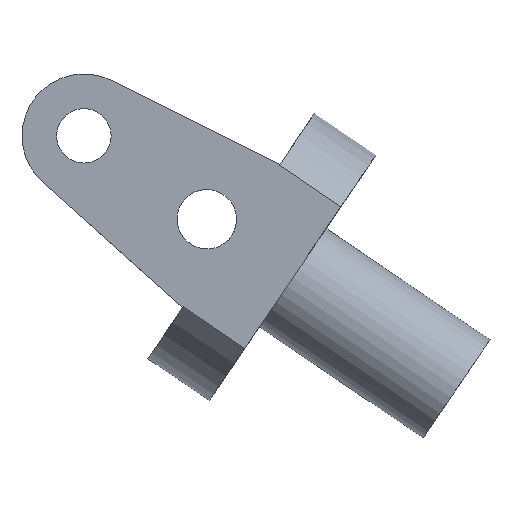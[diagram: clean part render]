
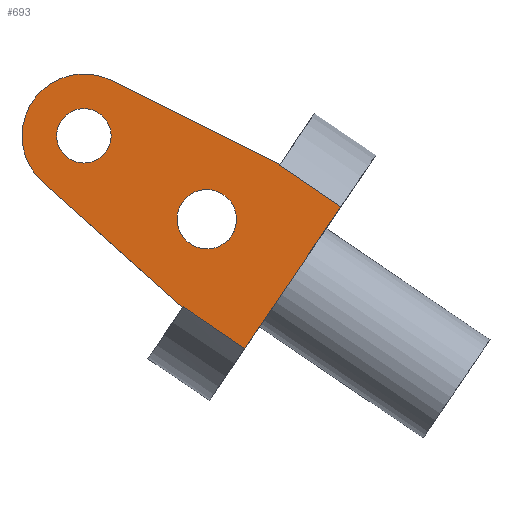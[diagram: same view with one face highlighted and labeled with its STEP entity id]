
A CAD part, front view. The second image highlights one B-rep face of the part: STEP entity #693.
In plain terms, the highlighted planar face has unit normal (0, -1, 0).
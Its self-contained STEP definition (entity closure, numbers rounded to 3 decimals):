
#100=CARTESIAN_POINT('',(-0.979,-4.9,-3.567));
#101=VERTEX_POINT('',#100);
#108=CARTESIAN_POINT('',(-0.958,-4.9,-3.536));
#109=VERTEX_POINT('',#108);
#117=CARTESIAN_POINT('',(-0.979,-4.9,-3.567));
#118=DIRECTION('',(0.562,-0.,0.827));
#119=VECTOR('',#118,0.037);
#120=LINE('',#117,#119);
#121=EDGE_CURVE('',#101,#109,#120,.T.);
#133=CARTESIAN_POINT('',(2.931,-4.9,2.194));
#134=VERTEX_POINT('',#133);
#142=CARTESIAN_POINT('',(2.952,-4.9,2.225));
#143=VERTEX_POINT('',#142);
#150=CARTESIAN_POINT('',(2.931,-4.9,2.194));
#151=DIRECTION('',(0.562,-0.,0.827));
#152=VECTOR('',#151,0.037);
#153=LINE('',#150,#152);
#154=EDGE_CURVE('',#134,#143,#153,.T.);
#212=CARTESIAN_POINT('',(-3.858,-4.9,5.611));
#213=VERTEX_POINT('',#212);
#220=CARTESIAN_POINT('',(-3.858,-4.9,5.611));
#221=DIRECTION('',(0.895,0.,-0.445));
#222=VECTOR('',#221,7.605);
#223=LINE('',#220,#222);
#224=EDGE_CURVE('',#213,#143,#223,.T.);
#235=CARTESIAN_POINT('',(-6.641,-4.9,1.511));
#236=VERTEX_POINT('',#235);
#237=CARTESIAN_POINT('',(-6.641,-4.9,1.511));
#238=DIRECTION('',(0.744,0.,-0.668));
#239=VECTOR('',#238,7.605);
#240=LINE('',#237,#239);
#241=EDGE_CURVE('',#236,#101,#240,.T.);
#328=CARTESIAN_POINT('',(-0.007,-4.9,-1.197));
#329=VERTEX_POINT('',#328);
#338=CARTESIAN_POINT('',(0.848,-4.9,-0.84));
#339=VERTEX_POINT('',#338);
#340=CARTESIAN_POINT('',(-0.007,-4.9,0.003));
#341=DIRECTION('',(0.,-1.,0.));
#342=DIRECTION('',(0.,0.,-1.));
#343=AXIS2_PLACEMENT_3D('',#340,#341,#342);
#344=CIRCLE('',#343,1.2);
#345=EDGE_CURVE('',#329,#339,#344,.T.);
#370=CARTESIAN_POINT('',(1.101,-4.9,-0.494));
#371=VERTEX_POINT('',#370);
#389=CARTESIAN_POINT('',(1.109,-4.9,-0.49));
#390=VERTEX_POINT('',#389);
#397=CARTESIAN_POINT('',(1.101,-4.9,-0.484));
#398=DIRECTION('',(-0.,1.,-0.));
#399=DIRECTION('',(0.,0.,-1.));
#400=AXIS2_PLACEMENT_3D('',#397,#398,#399);
#401=CIRCLE('',#400,0.01);
#402=EDGE_CURVE('',#390,#371,#401,.T.);
#413=CARTESIAN_POINT('',(0.863,-4.9,-0.852));
#414=VERTEX_POINT('',#413);
#415=CARTESIAN_POINT('',(0.855,-4.9,-0.847));
#416=DIRECTION('',(-0.,1.,-0.));
#417=DIRECTION('',(0.,0.,-1.));
#418=AXIS2_PLACEMENT_3D('',#415,#416,#417);
#419=CIRCLE('',#418,0.01);
#420=EDGE_CURVE('',#339,#414,#419,.T.);
#603=CARTESIAN_POINT('',(-4.971,-4.9,3.372));
#604=DIRECTION('',(-0.,1.,-0.));
#605=DIRECTION('',(0.,0.,-1.));
#606=AXIS2_PLACEMENT_3D('',#603,#604,#605);
#607=CIRCLE('',#606,2.5);
#608=EDGE_CURVE('',#236,#213,#607,.T.);
#621=CARTESIAN_POINT('',(-0.007,-4.9,0.003));
#622=DIRECTION('',(0.,-1.,0.));
#623=DIRECTION('',(-1.,0.,0.));
#624=AXIS2_PLACEMENT_3D('',#621,#622,#623);
#625=PLANE('',#624);
#626=ORIENTED_EDGE('',*,*,#241,.T.);
#627=ORIENTED_EDGE('',*,*,#121,.T.);
#628=CARTESIAN_POINT('',(1.524,-4.9,-5.221));
#629=VERTEX_POINT('',#628);
#630=CARTESIAN_POINT('',(1.524,-4.9,-5.221));
#631=DIRECTION('',(-0.827,-0.,0.562));
#632=VECTOR('',#631,3.);
#633=LINE('',#630,#632);
#634=EDGE_CURVE('',#629,#109,#633,.T.);
#635=ORIENTED_EDGE('',*,*,#634,.F.);
#636=CARTESIAN_POINT('',(5.413,-4.9,0.509));
#637=VERTEX_POINT('',#636);
#638=CARTESIAN_POINT('',(5.413,-4.9,0.509));
#639=DIRECTION('',(-0.562,0.,-0.827));
#640=VECTOR('',#639,6.925);
#641=LINE('',#638,#640);
#642=EDGE_CURVE('',#637,#629,#641,.T.);
#643=ORIENTED_EDGE('',*,*,#642,.F.);
#644=CARTESIAN_POINT('',(5.413,-4.9,0.509));
#645=DIRECTION('',(-0.827,-0.,0.562));
#646=VECTOR('',#645,3.);
#647=LINE('',#644,#646);
#648=EDGE_CURVE('',#637,#134,#647,.T.);
#649=ORIENTED_EDGE('',*,*,#648,.T.);
#650=ORIENTED_EDGE('',*,*,#154,.T.);
#651=ORIENTED_EDGE('',*,*,#224,.F.);
#652=ORIENTED_EDGE('',*,*,#608,.F.);
#653=EDGE_LOOP('',(#626,#627,#635,#643,#649,#650,#651,#652));
#654=FACE_BOUND('',#653,.T.);
#655=CARTESIAN_POINT('',(-4.971,-4.9,2.272));
#656=VERTEX_POINT('',#655);
#657=CARTESIAN_POINT('',(-4.971,-4.9,3.372));
#658=DIRECTION('',(0.,-1.,0.));
#659=DIRECTION('',(0.,0.,-1.));
#660=AXIS2_PLACEMENT_3D('',#657,#658,#659);
#661=CIRCLE('',#660,1.1);
#662=EDGE_CURVE('',#656,#656,#661,.T.);
#663=ORIENTED_EDGE('',*,*,#662,.F.);
#664=EDGE_LOOP('',(#663));
#665=FACE_BOUND('',#664,.T.);
#666=CARTESIAN_POINT('',(1.092,-4.9,-0.48));
#667=VERTEX_POINT('',#666);
#668=CARTESIAN_POINT('',(1.101,-4.9,-0.484));
#669=DIRECTION('',(-0.,1.,-0.));
#670=DIRECTION('',(0.,0.,-1.));
#671=AXIS2_PLACEMENT_3D('',#668,#669,#670);
#672=CIRCLE('',#671,0.01);
#673=EDGE_CURVE('',#371,#667,#672,.T.);
#674=ORIENTED_EDGE('',*,*,#673,.F.);
#675=ORIENTED_EDGE('',*,*,#402,.F.);
#676=CARTESIAN_POINT('',(1.109,-4.9,-0.49));
#677=DIRECTION('',(-0.562,0.,-0.827));
#678=VECTOR('',#677,0.438);
#679=LINE('',#676,#678);
#680=EDGE_CURVE('',#390,#414,#679,.T.);
#681=ORIENTED_EDGE('',*,*,#680,.T.);
#682=ORIENTED_EDGE('',*,*,#420,.F.);
#683=ORIENTED_EDGE('',*,*,#345,.F.);
#684=CARTESIAN_POINT('',(-0.007,-4.9,0.003));
#685=DIRECTION('',(0.,-1.,0.));
#686=DIRECTION('',(0.,0.,-1.));
#687=AXIS2_PLACEMENT_3D('',#684,#685,#686);
#688=CIRCLE('',#687,1.2);
#689=EDGE_CURVE('',#667,#329,#688,.T.);
#690=ORIENTED_EDGE('',*,*,#689,.F.);
#691=EDGE_LOOP('',(#674,#675,#681,#682,#683,#690));
#692=FACE_BOUND('',#691,.T.);
#693=ADVANCED_FACE('',(#654,#665,#692),#625,.T.);
